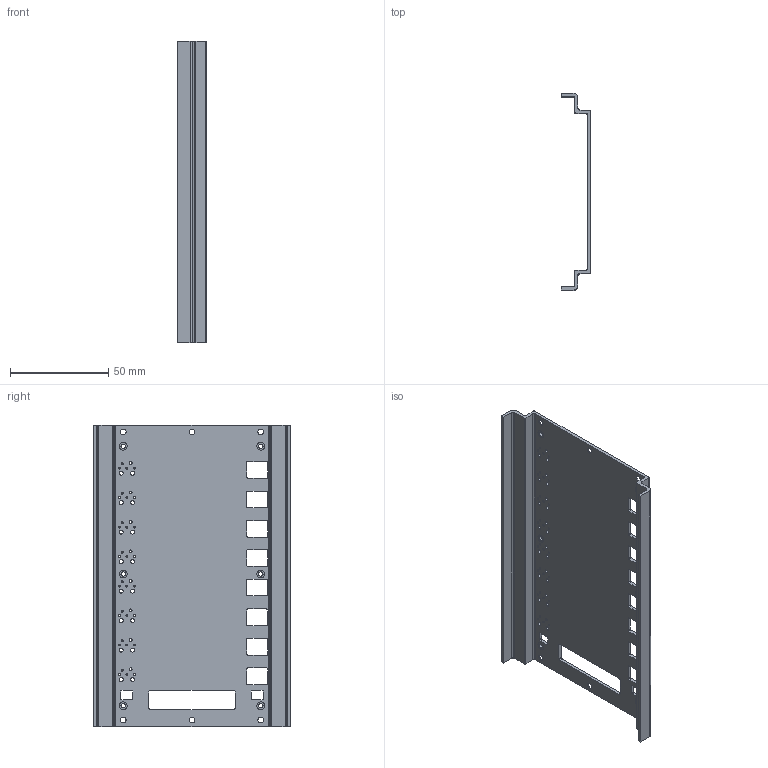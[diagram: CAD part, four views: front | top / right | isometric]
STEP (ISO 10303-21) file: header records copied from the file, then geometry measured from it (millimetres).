
FILE_DESCRIPTION(('STEP AP214'),'1');
FILE_NAME('Bottom Plate Rev D.stp','2020-12-18T06:18:58',(' '),(' '),'Spatial InterOp 3D',' ',' ');
FILE_SCHEMA(('AUTOMOTIVE_DESIGN { 1 0 10303 214 1 1 1 1 }'));
Length unit declared in the file: metre
Products named in the file (1): Solid
Bounding box: 15 x 100 x 153.2 mm (x, y, z)
Volume: 28712 mm3; surface area: 37450.9 mm2
Topology: 1 solids, 1 shells, 328 faces, 973 edges, 653 vertices
Faces by surface type: cylinder 248, plane 68, cone 12
Entity records: 11635 total; most frequent: DIRECTION 2164, CARTESIAN_POINT 1955, ORIENTED_EDGE 1946, EDGE_CURVE 973, AXIS2_PLACEMENT_3D 862, VERTEX_POINT 653, CIRCLE 533, EDGE_LOOP 492
